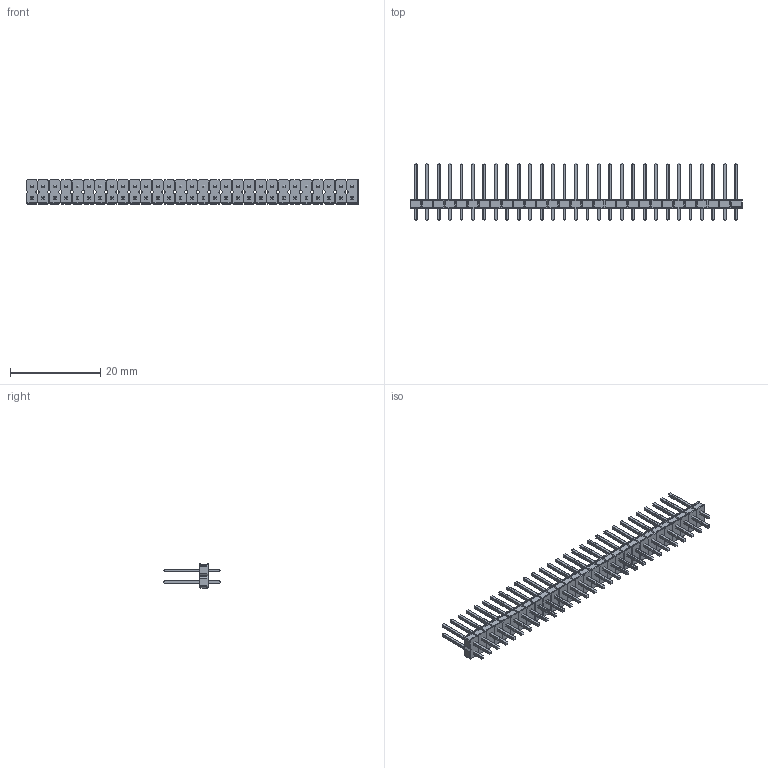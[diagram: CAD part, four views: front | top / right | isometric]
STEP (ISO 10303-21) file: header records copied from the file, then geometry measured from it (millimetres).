
FILE_DESCRIPTION (( 'STEP AP214' ), '1' );
FILE_NAME ('929715-01-29.STEP', '2017-12-07T21:23:10', ( '' ), ( '' ), 'SwSTEP 2.0', 'SolidWorks 2014', '' );
FILE_SCHEMA (( 'AUTOMOTIVE_DESIGN' ));
Length unit declared in the file: millimetre
Products named in the file (3): 01-Pin-Middle; 01-Pin-End; 929715-01-29
Assembly tree (29 placements, depth 2):
  929715-01-29
    01-Pin-End
    01-Pin-Middle  x28
Bounding box: 73.66 x 12.79 x 5.46 mm (x, y, z)
Volume: 957.5 mm3; surface area: 3212.4 mm2
Topology: 141 solids, 141 shells, 7460 faces, 16654 edges, 8096 vertices
Faces by surface type: cylinder 3643, sphere 1848, plane 1847, torus 118, bspline 4
Entity records: 14538 total; most frequent: DIRECTION 2506, CARTESIAN_POINT 2192, ORIENTED_EDGE 2028, EDGE_CURVE 1014, AXIS2_PLACEMENT_3D 994, VERTEX_POINT 536, LINE 518, VECTOR 518
